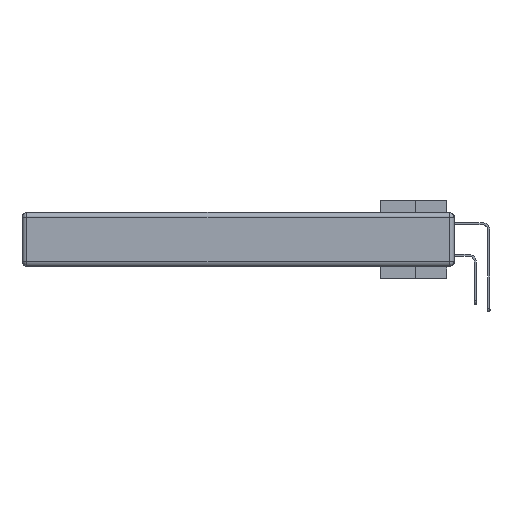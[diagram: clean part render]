
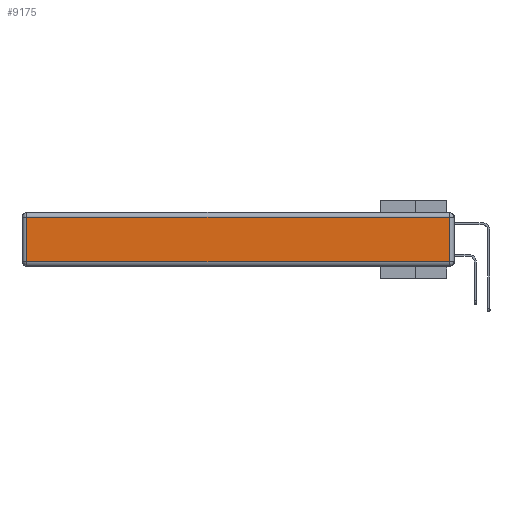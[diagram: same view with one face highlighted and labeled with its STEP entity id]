
A CAD part, left-side view. The second image highlights one B-rep face of the part: STEP entity #9175.
In plain terms, the highlighted planar face has unit normal (-1, 0, 0).
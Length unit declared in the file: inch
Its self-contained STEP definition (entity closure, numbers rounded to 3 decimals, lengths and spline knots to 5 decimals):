
#351 = CARTESIAN_POINT ( 'NONE',  ( 0., 2.72, -0.313 ) ) ;
#1494 = CARTESIAN_POINT ( 'NONE',  ( 0., 0.03, -0.03 ) ) ;
#2736 = ORIENTED_EDGE ( 'NONE', *, *, #15607, .T. ) ;
#3199 = DIRECTION ( 'NONE',  ( 0., 1., 0. ) ) ;
#4700 = VECTOR ( 'NONE', #32269, 39.37008 ) ;
#7201 = EDGE_LOOP ( 'NONE', ( #2736, #20929, #35324, #23347 ) ) ;
#8275 = DIRECTION ( 'NONE',  ( 0., 0., 1. ) ) ;
#8706 = CARTESIAN_POINT ( 'NONE',  ( 0., 0., -0.313 ) ) ;
#8953 = EDGE_CURVE ( 'NONE', #31939, #9799, #17069, .T. ) ;
#9175 = ADVANCED_FACE ( 'NONE', ( #36127 ), #16120, .T. ) ;
#9465 = VECTOR ( 'NONE', #28767, 39.37008 ) ;
#9799 = VERTEX_POINT ( 'NONE', #1494 ) ;
#10129 = DIRECTION ( 'NONE',  ( 0., 0., 1. ) ) ;
#11452 = CARTESIAN_POINT ( 'NONE',  ( 0., 0.03, -0.313 ) ) ;
#11814 = CARTESIAN_POINT ( 'NONE',  ( 0., 2.75, -0.03 ) ) ;
#15607 = EDGE_CURVE ( 'NONE', #31128, #31939, #31936, .T. ) ;
#15730 = VERTEX_POINT ( 'NONE', #32323 ) ;
#15764 = LINE ( 'NONE', #27023, #4700 ) ;
#16120 = PLANE ( 'NONE',  #22047 ) ;
#16124 = EDGE_CURVE ( 'NONE', #15730, #31128, #15764, .T. ) ;
#17069 = LINE ( 'NONE', #36543, #27396 ) ;
#20253 = LINE ( 'NONE', #11814, #29469 ) ;
#20929 = ORIENTED_EDGE ( 'NONE', *, *, #8953, .T. ) ;
#22047 = AXIS2_PLACEMENT_3D ( 'NONE', #35399, #32981, #10129 ) ;
#23347 = ORIENTED_EDGE ( 'NONE', *, *, #16124, .T. ) ;
#27023 = CARTESIAN_POINT ( 'NONE',  ( 0., 2.72, -0.343 ) ) ;
#27396 = VECTOR ( 'NONE', #8275, 39.37008 ) ;
#28767 = DIRECTION ( 'NONE',  ( 0., -1., 0. ) ) ;
#29469 = VECTOR ( 'NONE', #3199, 39.37008 ) ;
#30617 = EDGE_CURVE ( 'NONE', #9799, #15730, #20253, .T. ) ;
#31128 = VERTEX_POINT ( 'NONE', #351 ) ;
#31936 = LINE ( 'NONE', #8706, #9465 ) ;
#31939 = VERTEX_POINT ( 'NONE', #11452 ) ;
#32269 = DIRECTION ( 'NONE',  ( 0., 0., -1. ) ) ;
#32323 = CARTESIAN_POINT ( 'NONE',  ( 0., 2.72, -0.03 ) ) ;
#32981 = DIRECTION ( 'NONE',  ( -1., 0., 0. ) ) ;
#35324 = ORIENTED_EDGE ( 'NONE', *, *, #30617, .T. ) ;
#35399 = CARTESIAN_POINT ( 'NONE',  ( 0., 0., -0.343 ) ) ;
#36127 = FACE_OUTER_BOUND ( 'NONE', #7201, .T. ) ;
#36543 = CARTESIAN_POINT ( 'NONE',  ( 0., 0.03, -0.343 ) ) ;
